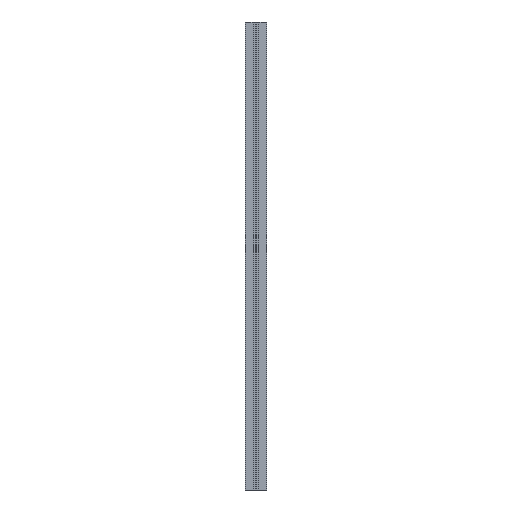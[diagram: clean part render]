
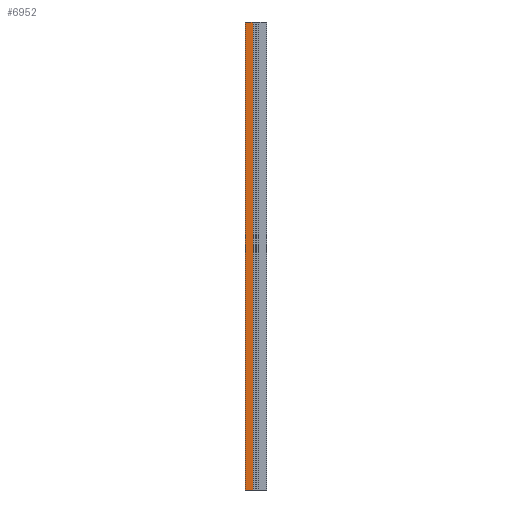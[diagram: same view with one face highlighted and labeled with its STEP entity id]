
A CAD part, front view. The second image highlights one B-rep face of the part: STEP entity #6952.
In plain terms, the highlighted planar face has unit normal (0, -1, 0).
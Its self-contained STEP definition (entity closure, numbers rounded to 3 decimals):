
#1167=DIRECTION('',(1.,0.,0.));
#1168=VECTOR('',#1167,16.5);
#1169=CARTESIAN_POINT('',(-22.5,-22.5,-500.));
#1170=LINE('',#1169,#1168);
#2537=DIRECTION('',(1.,0.,0.));
#2538=VECTOR('',#2537,16.5);
#2539=CARTESIAN_POINT('',(-22.5,-22.5,500.));
#2540=LINE('',#2539,#2538);
#3608=DIRECTION('',(0.,0.,1.));
#3609=VECTOR('',#3608,1000.);
#3610=CARTESIAN_POINT('',(-6.,-22.5,-500.));
#3611=LINE('',#3610,#3609);
#3615=DIRECTION('',(0.,0.,1.));
#3616=VECTOR('',#3615,1000.);
#3617=CARTESIAN_POINT('',(-22.5,-22.5,-500.));
#3618=LINE('',#3617,#3616);
#3969=CARTESIAN_POINT('',(-22.5,-22.5,-500.));
#3970=CARTESIAN_POINT('',(-22.5,-22.5,500.));
#3971=VERTEX_POINT('',#3969);
#3972=VERTEX_POINT('',#3970);
#4601=CARTESIAN_POINT('',(-6.,-22.5,-500.));
#4602=VERTEX_POINT('',#4601);
#4617=CARTESIAN_POINT('',(-6.,-22.5,500.));
#4618=VERTEX_POINT('',#4617);
#6939=CARTESIAN_POINT('',(-22.5,-22.5,-500.));
#6940=DIRECTION('',(0.,-1.,0.));
#6941=DIRECTION('',(1.,0.,0.));
#6942=AXIS2_PLACEMENT_3D('',#6939,#6940,#6941);
#6943=PLANE('',#6942);
#6945=ORIENTED_EDGE('',*,*,#6944,.F.);
#6946=ORIENTED_EDGE('',*,*,#4726,.F.);
#6948=ORIENTED_EDGE('',*,*,#6947,.T.);
#6949=ORIENTED_EDGE('',*,*,#5157,.T.);
#6950=EDGE_LOOP('',(#6945,#6946,#6948,#6949));
#6951=FACE_OUTER_BOUND('',#6950,.F.);
#4726=EDGE_CURVE('',#3971,#4602,#1170,.T.);
#5157=EDGE_CURVE('',#3972,#4618,#2540,.T.);
#6944=EDGE_CURVE('',#4602,#4618,#3611,.T.);
#6947=EDGE_CURVE('',#3971,#3972,#3618,.T.);
#6952=ADVANCED_FACE('',(#6951),#6943,.T.);
